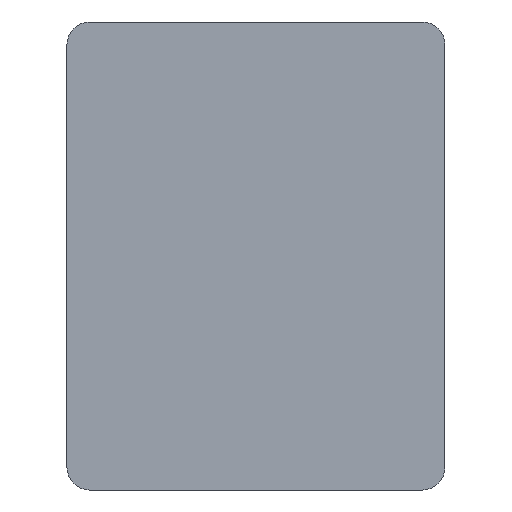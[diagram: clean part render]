
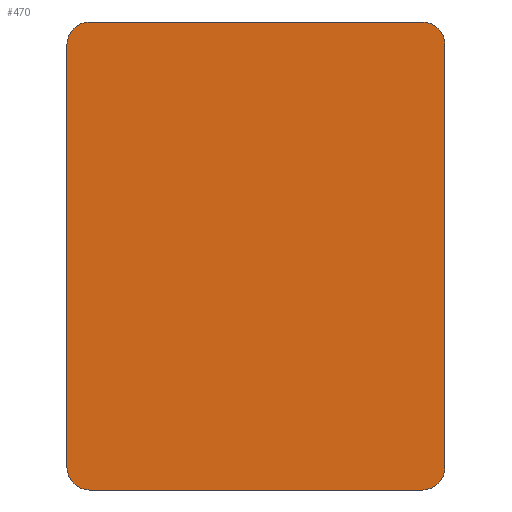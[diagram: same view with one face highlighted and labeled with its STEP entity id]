
A CAD part, front view. The second image highlights one B-rep face of the part: STEP entity #470.
In plain terms, the highlighted planar face has unit normal (0, -1, 0).
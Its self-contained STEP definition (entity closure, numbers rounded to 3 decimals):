
#25=PLANE('',#525);
#46=FACE_OUTER_BOUND('',#78,.T.);
#78=EDGE_LOOP('',(#383,#384,#385,#386,#387,#388,#389,#390));
#124=LINE('',#778,#170);
#126=LINE('',#782,#172);
#127=LINE('',#786,#173);
#128=LINE('',#790,#174);
#170=VECTOR('',#624,10.);
#172=VECTOR('',#628,10.);
#173=VECTOR('',#631,10.);
#174=VECTOR('',#634,10.);
#201=CIRCLE('',#523,5.);
#202=CIRCLE('',#526,5.);
#203=CIRCLE('',#527,5.);
#204=CIRCLE('',#528,5.);
#239=VERTEX_POINT('',#771);
#240=VERTEX_POINT('',#773);
#241=VERTEX_POINT('',#777);
#242=VERTEX_POINT('',#781);
#243=VERTEX_POINT('',#783);
#244=VERTEX_POINT('',#785);
#245=VERTEX_POINT('',#787);
#246=VERTEX_POINT('',#789);
#291=EDGE_CURVE('',#239,#240,#201,.T.);
#293=EDGE_CURVE('',#241,#240,#124,.T.);
#295=EDGE_CURVE('',#239,#242,#126,.T.);
#296=EDGE_CURVE('',#243,#242,#202,.T.);
#297=EDGE_CURVE('',#243,#244,#127,.T.);
#298=EDGE_CURVE('',#245,#244,#203,.T.);
#299=EDGE_CURVE('',#245,#246,#128,.T.);
#300=EDGE_CURVE('',#241,#246,#204,.T.);
#383=ORIENTED_EDGE('',*,*,#291,.F.);
#384=ORIENTED_EDGE('',*,*,#295,.T.);
#385=ORIENTED_EDGE('',*,*,#296,.F.);
#386=ORIENTED_EDGE('',*,*,#297,.T.);
#387=ORIENTED_EDGE('',*,*,#298,.F.);
#388=ORIENTED_EDGE('',*,*,#299,.T.);
#389=ORIENTED_EDGE('',*,*,#300,.F.);
#390=ORIENTED_EDGE('',*,*,#293,.T.);
#470=ADVANCED_FACE('',(#46),#25,.F.);
#523=AXIS2_PLACEMENT_3D('',#774,#619,#620);
#525=AXIS2_PLACEMENT_3D('',#780,#626,#627);
#526=AXIS2_PLACEMENT_3D('',#784,#629,#630);
#527=AXIS2_PLACEMENT_3D('',#788,#632,#633);
#528=AXIS2_PLACEMENT_3D('',#791,#635,#636);
#619=DIRECTION('center_axis',(0.,1.,0.));
#620=DIRECTION('ref_axis',(-0.707,0.,0.707));
#624=DIRECTION('',(-1.,0.,0.));
#626=DIRECTION('center_axis',(0.,1.,0.));
#627=DIRECTION('ref_axis',(1.,0.,0.));
#628=DIRECTION('',(0.,0.,-1.));
#629=DIRECTION('center_axis',(0.,1.,0.));
#630=DIRECTION('ref_axis',(-0.707,0.,-0.707));
#631=DIRECTION('',(1.,0.,0.));
#632=DIRECTION('center_axis',(0.,1.,0.));
#633=DIRECTION('ref_axis',(0.707,0.,-0.707));
#634=DIRECTION('',(0.,0.,1.));
#635=DIRECTION('center_axis',(0.,1.,0.));
#636=DIRECTION('ref_axis',(0.707,0.,0.707));
#771=CARTESIAN_POINT('',(-59.5,0.,38.5));
#773=CARTESIAN_POINT('',(-54.5,0.,43.5));
#774=CARTESIAN_POINT('Origin',(-54.5,0.,38.5));
#777=CARTESIAN_POINT('',(19.5,0.,43.5));
#778=CARTESIAN_POINT('',(24.5,0.,43.5));
#780=CARTESIAN_POINT('Origin',(-17.5,0.,-8.5));
#781=CARTESIAN_POINT('',(-59.5,0.,-55.5));
#782=CARTESIAN_POINT('',(-59.5,0.,43.5));
#783=CARTESIAN_POINT('',(-54.5,0.,-60.5));
#784=CARTESIAN_POINT('Origin',(-54.5,0.,-55.5));
#785=CARTESIAN_POINT('',(19.5,0.,-60.5));
#786=CARTESIAN_POINT('',(-59.5,0.,-60.5));
#787=CARTESIAN_POINT('',(24.5,0.,-55.5));
#788=CARTESIAN_POINT('Origin',(19.5,0.,-55.5));
#789=CARTESIAN_POINT('',(24.5,0.,38.5));
#790=CARTESIAN_POINT('',(24.5,0.,-60.5));
#791=CARTESIAN_POINT('Origin',(19.5,0.,38.5));
